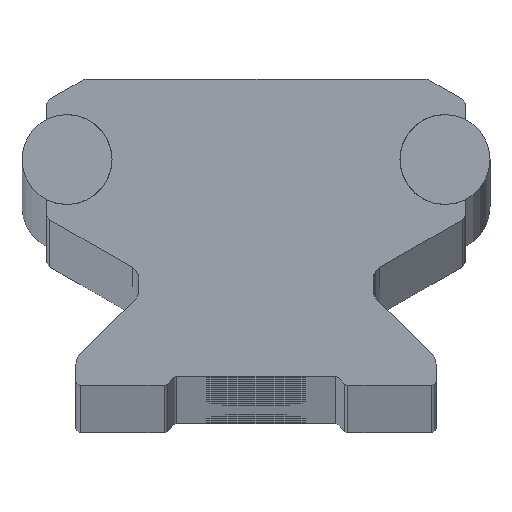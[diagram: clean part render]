
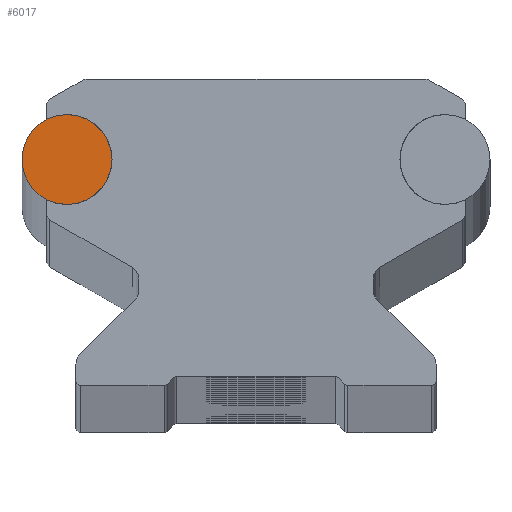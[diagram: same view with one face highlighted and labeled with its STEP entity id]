
A CAD part, top view. The second image highlights one B-rep face of the part: STEP entity #6017.
In plain terms, the highlighted planar face has unit normal (0, 0, 1).
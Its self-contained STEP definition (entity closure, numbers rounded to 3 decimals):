
#20 = AXIS2_PLACEMENT_3D ( 'NONE', #704, #1977, #4973 ) ;
#143 = PLANE ( 'NONE',  #20 ) ;
#393 = AXIS2_PLACEMENT_3D ( 'NONE', #2428, #4255, #6742 ) ;
#704 = CARTESIAN_POINT ( 'NONE',  ( -20.995, 0., 1500. ) ) ;
#1118 = DIRECTION ( 'NONE',  ( 1., 0., 0. ) ) ;
#1977 = DIRECTION ( 'NONE',  ( 0., 0., 1. ) ) ;
#2225 = CARTESIAN_POINT ( 'NONE',  ( -20.995, 0., 1500. ) ) ;
#2260 = CIRCLE ( 'NONE', #393, 5. ) ;
#2428 = CARTESIAN_POINT ( 'NONE',  ( -20.995, 0., 1500. ) ) ;
#3142 = CARTESIAN_POINT ( 'NONE',  ( -25.995, 0., 1500. ) ) ;
#3667 = EDGE_CURVE ( 'NONE', #5372, #6930, #2260, .T. ) ;
#4255 = DIRECTION ( 'NONE',  ( 0., 0., 1. ) ) ;
#4349 = ORIENTED_EDGE ( 'NONE', *, *, #4922, .T. ) ;
#4718 = CIRCLE ( 'NONE', #5330, 5. ) ;
#4922 = EDGE_CURVE ( 'NONE', #6930, #5372, #4718, .T. ) ;
#4973 = DIRECTION ( 'NONE',  ( 1., 0., 0. ) ) ;
#5141 = CARTESIAN_POINT ( 'NONE',  ( -15.995, 0., 1500. ) ) ;
#5288 = EDGE_LOOP ( 'NONE', ( #4349, #5988 ) ) ;
#5330 = AXIS2_PLACEMENT_3D ( 'NONE', #2225, #7178, #1118 ) ;
#5372 = VERTEX_POINT ( 'NONE', #5141 ) ;
#5988 = ORIENTED_EDGE ( 'NONE', *, *, #3667, .T. ) ;
#6017 = ADVANCED_FACE ( 'NONE', ( #7741 ), #143, .T. ) ;
#6742 = DIRECTION ( 'NONE',  ( 1., 0., 0. ) ) ;
#6930 = VERTEX_POINT ( 'NONE', #3142 ) ;
#7178 = DIRECTION ( 'NONE',  ( 0., 0., 1. ) ) ;
#7741 = FACE_OUTER_BOUND ( 'NONE', #5288, .T. ) ;
